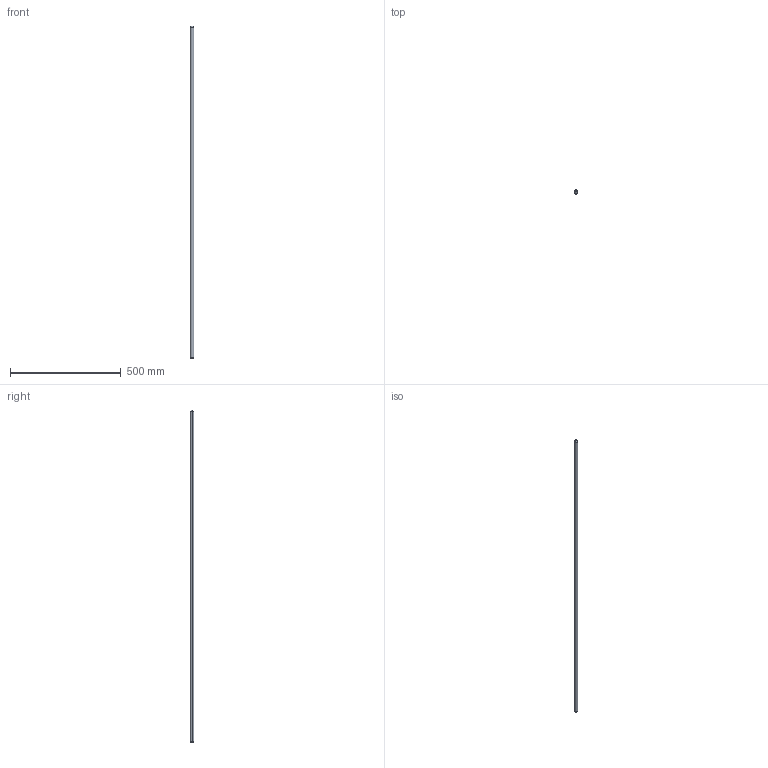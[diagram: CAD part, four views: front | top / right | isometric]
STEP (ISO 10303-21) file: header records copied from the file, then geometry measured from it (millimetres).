
FILE_DESCRIPTION(('Creo Elements/Direct Modeling STEP Export'),'2;1');
FILE_NAME('5401801_Fangstange-101_ALU-1500.stp','2019-12-20T11:05:34',(''),(''),'Creo Elements/Direct Modeling STEP processor for AP214 (Solid Model)','Creo Elements/Direct Modeling 18.0B 02-Dec-2011 (C) Parametric Technology GmbH','');
FILE_SCHEMA(('AUTOMOTIVE_DESIGN { 1 0 10303 214 1 1 1 1 }'));
Length unit declared in the file: millimetre
Products named in the file (1): Fangstange
Bounding box: 16 x 16 x 1501.5 mm (x, y, z)
Volume: 301340 mm3; surface area: 75645.4 mm2
Topology: 1 solids, 1 shells, 8 faces, 14 edges, 8 vertices
Faces by surface type: cylinder 2, plane 2, cone 2, torus 2
Entity records: 198 total; most frequent: DIRECTION 34, ORIENTED_EDGE 28, CARTESIAN_POINT 27, AXIS2_PLACEMENT_3D 15, EDGE_CURVE 14, VERTEX_POINT 8, EDGE_LOOP 8, FACE_OUTER_BOUND 8
